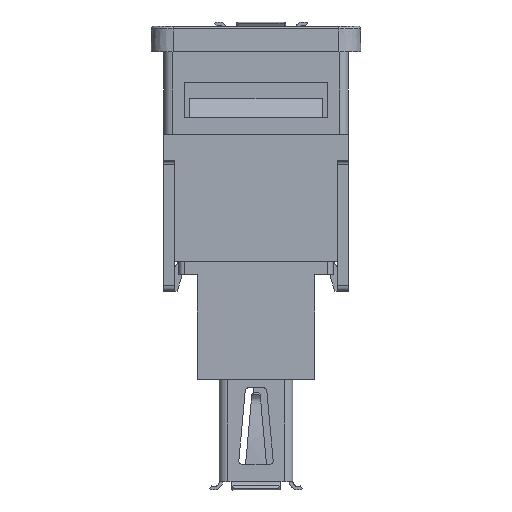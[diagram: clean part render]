
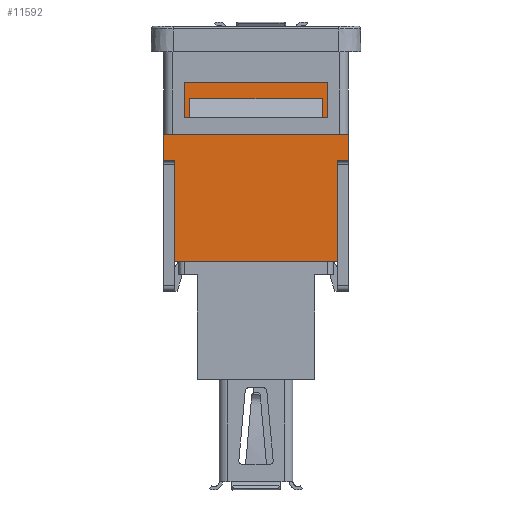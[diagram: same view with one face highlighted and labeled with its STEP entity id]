
A CAD part, front view. The second image highlights one B-rep face of the part: STEP entity #11592.
In plain terms, the highlighted planar face has unit normal (0, -1, 0).
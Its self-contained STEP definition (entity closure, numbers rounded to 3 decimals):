
#343=FACE_BOUND('',#1331,.T.);
#719=FACE_OUTER_BOUND('',#1330,.T.);
#1330=EDGE_LOOP('',(#8385,#8386,#8387,#8388,#8389,#8390,#8391,#8392,#8393,
#8394,#8395,#8396,#8397,#8398,#8399,#8400));
#1331=EDGE_LOOP('',(#8401,#8402,#8403,#8404));
#2406=LINE('',#25334,#3651);
#2428=LINE('',#25383,#3673);
#2433=LINE('',#25393,#3678);
#2437=LINE('',#25402,#3682);
#2439=LINE('',#25408,#3684);
#2442=LINE('',#25415,#3687);
#2443=LINE('',#25417,#3688);
#2444=LINE('',#25419,#3689);
#2445=LINE('',#25420,#3690);
#2446=LINE('',#25422,#3691);
#2447=LINE('',#25424,#3692);
#2448=LINE('',#25425,#3693);
#2449=LINE('',#25427,#3694);
#2450=LINE('',#25429,#3695);
#2451=LINE('',#25430,#3696);
#2452=LINE('',#25431,#3697);
#2453=LINE('',#25432,#3698);
#2454=LINE('',#25434,#3699);
#2455=LINE('',#25436,#3700);
#2456=LINE('',#25437,#3701);
#3651=VECTOR('',#13684,10.);
#3673=VECTOR('',#13716,10.);
#3678=VECTOR('',#13723,10.);
#3682=VECTOR('',#13729,10.);
#3684=VECTOR('',#13733,10.);
#3687=VECTOR('',#13738,10.);
#3688=VECTOR('',#13739,10.);
#3689=VECTOR('',#13740,10.);
#3690=VECTOR('',#13741,10.);
#3691=VECTOR('',#13742,10.);
#3692=VECTOR('',#13743,10.);
#3693=VECTOR('',#13744,10.);
#3694=VECTOR('',#13745,10.);
#3695=VECTOR('',#13746,10.);
#3696=VECTOR('',#13747,10.);
#3697=VECTOR('',#13748,10.);
#3698=VECTOR('',#13749,10.);
#3699=VECTOR('',#13750,10.);
#3700=VECTOR('',#13751,10.);
#3701=VECTOR('',#13752,10.);
#4846=VERTEX_POINT('',#25331);
#4847=VERTEX_POINT('',#25333);
#4868=VERTEX_POINT('',#25380);
#4869=VERTEX_POINT('',#25382);
#4870=VERTEX_POINT('',#25386);
#4873=VERTEX_POINT('',#25391);
#4874=VERTEX_POINT('',#25395);
#4877=VERTEX_POINT('',#25400);
#4879=VERTEX_POINT('',#25405);
#4880=VERTEX_POINT('',#25407);
#4882=VERTEX_POINT('',#25413);
#4883=VERTEX_POINT('',#25414);
#4884=VERTEX_POINT('',#25416);
#4885=VERTEX_POINT('',#25418);
#4886=VERTEX_POINT('',#25421);
#4887=VERTEX_POINT('',#25423);
#4888=VERTEX_POINT('',#25426);
#4889=VERTEX_POINT('',#25428);
#4890=VERTEX_POINT('',#25433);
#4891=VERTEX_POINT('',#25435);
#6116=EDGE_CURVE('',#4846,#4847,#2406,.T.);
#6138=EDGE_CURVE('',#4869,#4868,#2428,.T.);
#6143=EDGE_CURVE('',#4870,#4873,#2433,.T.);
#6147=EDGE_CURVE('',#4877,#4874,#2437,.T.);
#6149=EDGE_CURVE('',#4879,#4880,#2439,.T.);
#6152=EDGE_CURVE('',#4882,#4883,#2442,.T.);
#6153=EDGE_CURVE('',#4884,#4882,#2443,.T.);
#6154=EDGE_CURVE('',#4884,#4885,#2444,.T.);
#6155=EDGE_CURVE('',#4870,#4885,#2445,.T.);
#6156=EDGE_CURVE('',#4873,#4886,#2446,.T.);
#6157=EDGE_CURVE('',#4887,#4886,#2447,.T.);
#6158=EDGE_CURVE('',#4847,#4887,#2448,.T.);
#6159=EDGE_CURVE('',#4846,#4888,#2449,.T.);
#6160=EDGE_CURVE('',#4888,#4889,#2450,.T.);
#6161=EDGE_CURVE('',#4880,#4889,#2451,.T.);
#6162=EDGE_CURVE('',#4874,#4879,#2452,.T.);
#6163=EDGE_CURVE('',#4877,#4883,#2453,.T.);
#6164=EDGE_CURVE('',#4868,#4890,#2454,.T.);
#6165=EDGE_CURVE('',#4890,#4891,#2455,.T.);
#6166=EDGE_CURVE('',#4891,#4869,#2456,.T.);
#8385=ORIENTED_EDGE('',*,*,#6152,.F.);
#8386=ORIENTED_EDGE('',*,*,#6153,.F.);
#8387=ORIENTED_EDGE('',*,*,#6154,.T.);
#8388=ORIENTED_EDGE('',*,*,#6155,.F.);
#8389=ORIENTED_EDGE('',*,*,#6143,.T.);
#8390=ORIENTED_EDGE('',*,*,#6156,.T.);
#8391=ORIENTED_EDGE('',*,*,#6157,.F.);
#8392=ORIENTED_EDGE('',*,*,#6158,.F.);
#8393=ORIENTED_EDGE('',*,*,#6116,.F.);
#8394=ORIENTED_EDGE('',*,*,#6159,.T.);
#8395=ORIENTED_EDGE('',*,*,#6160,.T.);
#8396=ORIENTED_EDGE('',*,*,#6161,.F.);
#8397=ORIENTED_EDGE('',*,*,#6149,.F.);
#8398=ORIENTED_EDGE('',*,*,#6162,.F.);
#8399=ORIENTED_EDGE('',*,*,#6147,.F.);
#8400=ORIENTED_EDGE('',*,*,#6163,.T.);
#8401=ORIENTED_EDGE('',*,*,#6164,.T.);
#8402=ORIENTED_EDGE('',*,*,#6165,.T.);
#8403=ORIENTED_EDGE('',*,*,#6166,.T.);
#8404=ORIENTED_EDGE('',*,*,#6138,.T.);
#10624=PLANE('',#12247);
#11592=ADVANCED_FACE('',(#719,#343),#10624,.T.);
#12247=AXIS2_PLACEMENT_3D('',#25412,#13736,#13737);
#13684=DIRECTION('',(-1.,0.,0.));
#13716=DIRECTION('',(-1.,0.,0.));
#13723=DIRECTION('',(-1.,0.,0.));
#13729=DIRECTION('',(1.,0.,0.));
#13733=DIRECTION('',(1.,0.,0.));
#13736=DIRECTION('center_axis',(0.,-1.,0.));
#13737=DIRECTION('ref_axis',(-1.,0.,0.));
#13738=DIRECTION('',(1.,0.,0.));
#13739=DIRECTION('',(0.,0.,1.));
#13740=DIRECTION('',(-1.,0.,0.));
#13741=DIRECTION('',(1.,0.,0.));
#13742=DIRECTION('',(0.,0.,-1.));
#13743=DIRECTION('',(-1.,0.,0.));
#13744=DIRECTION('',(0.,0.,1.));
#13745=DIRECTION('',(0.,0.,1.));
#13746=DIRECTION('',(1.,0.,0.));
#13747=DIRECTION('',(0.,0.,-1.));
#13748=DIRECTION('',(1.,0.,0.));
#13749=DIRECTION('',(0.,0.,1.));
#13750=DIRECTION('',(0.,0.,1.));
#13751=DIRECTION('',(1.,0.,0.));
#13752=DIRECTION('',(0.,0.,-1.));
#25331=CARTESIAN_POINT('',(7.375,-9.6,-21.3));
#25333=CARTESIAN_POINT('',(-7.375,-9.6,-21.3));
#25334=CARTESIAN_POINT('',(-7.375,-9.6,-21.3));
#25380=CARTESIAN_POINT('',(-6.,-9.6,-8.3));
#25382=CARTESIAN_POINT('',(6.,-9.6,-8.3));
#25383=CARTESIAN_POINT('',(3.688,-9.6,-8.3));
#25386=CARTESIAN_POINT('',(-8.35,-9.6,-9.8));
#25391=CARTESIAN_POINT('',(-8.375,-9.6,-9.8));
#25393=CARTESIAN_POINT('',(-7.375,-9.6,-9.8));
#25395=CARTESIAN_POINT('',(7.503,-9.6,-9.8));
#25400=CARTESIAN_POINT('',(7.375,-9.6,-9.8));
#25402=CARTESIAN_POINT('',(7.375,-9.6,-9.8));
#25405=CARTESIAN_POINT('',(8.35,-9.6,-9.8));
#25407=CARTESIAN_POINT('',(8.375,-9.6,-9.8));
#25408=CARTESIAN_POINT('',(7.375,-9.6,-9.8));
#25412=CARTESIAN_POINT('Origin',(7.375,-9.6,-9.294));
#25413=CARTESIAN_POINT('',(-7.375,-9.6,-0.015));
#25414=CARTESIAN_POINT('',(7.375,-9.6,-0.015));
#25415=CARTESIAN_POINT('',(7.375,-9.6,-0.015));
#25416=CARTESIAN_POINT('',(-7.375,-9.6,-9.8));
#25417=CARTESIAN_POINT('',(-7.375,-9.6,-9.294));
#25418=CARTESIAN_POINT('',(-7.503,-9.6,-9.8));
#25419=CARTESIAN_POINT('',(-7.375,-9.6,-9.8));
#25420=CARTESIAN_POINT('',(3.688,-9.6,-9.8));
#25421=CARTESIAN_POINT('',(-8.375,-9.6,-12.2));
#25422=CARTESIAN_POINT('',(-8.375,-9.6,-9.8));
#25423=CARTESIAN_POINT('',(-7.375,-9.6,-12.2));
#25424=CARTESIAN_POINT('',(-7.375,-9.6,-12.2));
#25425=CARTESIAN_POINT('',(-7.375,-9.6,-9.294));
#25426=CARTESIAN_POINT('',(7.375,-9.6,-12.2));
#25427=CARTESIAN_POINT('',(7.375,-9.6,-9.294));
#25428=CARTESIAN_POINT('',(8.375,-9.6,-12.2));
#25429=CARTESIAN_POINT('',(7.375,-9.6,-12.2));
#25430=CARTESIAN_POINT('',(8.375,-9.6,-9.8));
#25431=CARTESIAN_POINT('',(3.688,-9.6,-9.8));
#25432=CARTESIAN_POINT('',(7.375,-9.6,-9.294));
#25433=CARTESIAN_POINT('',(-6.,-9.6,-6.568));
#25434=CARTESIAN_POINT('',(-6.,-9.6,-8.455));
#25435=CARTESIAN_POINT('',(6.,-9.6,-6.568));
#25436=CARTESIAN_POINT('',(3.688,-9.6,-6.568));
#25437=CARTESIAN_POINT('',(6.,-9.6,-8.455));
